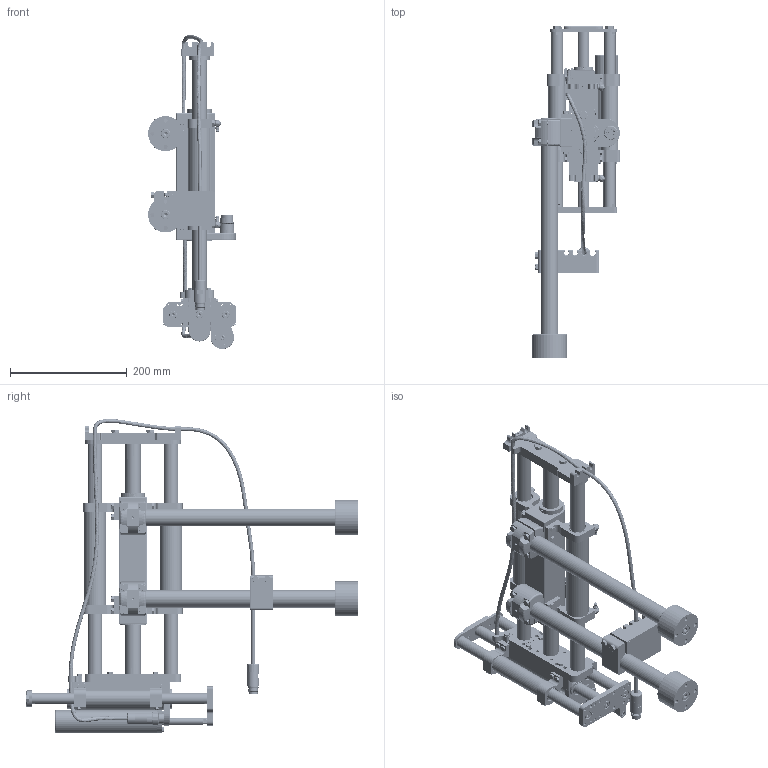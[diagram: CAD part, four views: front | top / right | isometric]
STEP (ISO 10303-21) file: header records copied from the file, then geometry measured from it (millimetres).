
FILE_DESCRIPTION (( 'STEP AP214' ), '1' );
FILE_NAME ('0386-0028_250404_PP13_165-48x150G_120-37Sx120F-MS03_MT12_CM14.STEP', '2025-04-04T09:02:52', ( '' ), ( '' ), 'SwSTEP 2.0', 'SolidWorks 2024', '' );
FILE_SCHEMA (( 'AUTOMOTIVE_DESIGN' ));
Length unit declared in the file: millimetre
Products named in the file (76): 0160-3222_Linearkugellager_EXC-25-F-RB; 0180-1469_SM01k-37S-RP-BE01-SSC; 0186-1008_PS01-37Sx120F-HP-B01-SSCP-G01-R; 0180-1356_PB01-37Sv-SSC_PB01-37Sv_SSC-20; 0160-0793_Kugelscheibe_M8 x17x 8.4_INOX; 0180-1923_Dichtung_LBBR 25x35x5; PS01h-48x150G-HP-B01-SSCP-G01-C; 0230-0699_6kt-schr_M6x20_INOX; 0230-1118_H3-R1!8_V2A; 0150-3685_MC01-R!m-IP69K-SSC-as; 0186-1248_Z01-SF-30-SSC; SL01-25x15.6x...2xM8_SL01-25x15.6x400-M8; 0180-3489_SM01k-48-RTS-R; SM01-37Sx120F-HP-R120_MS03_SSCP_Läufer_beweglich; 0180-1857_PB01-48h_SSH_PB01-48-HP-SSC; 0386-0028_250404_PP13_165-48x150G_120-37Sx120F-MS03_MT12_CM14; 97942-2106100; 0230-0529_Gew.-Stift_I-6kt_K-k_M5x5_INOX; 0180-1355_PB01-37Sh-SSC_PB01h-37Sh_SSC-20; 0180-1622_SL01k-LR-30x...-SSC_SL01k-LR-30x148-SSC; 0230-0744_6kt-schr_M6x18_INOX; 0160-3107_SL01h-48x150-LRT; 0180-4106_TC50k-SM01-48_Hor; 0230-0705_Zyl.-Schr_I-6kt_n-K_M5x16_INOX; 0180-1341_SM01k-37S-MA-BE01-40-SSC; 0180-1926_SM01k-48-FP-SSC; 0230-0616_6kt.-schr._M5x16_INOX; 0160-1944_SL01h-37Sx120-LRT; SM01-48_SM01-37x120; 0186-1230_SM01-48x150G-HP-C-165_SSCP_Mitte; 0180-3983_TC50k-SM01-37_4xB; 0180-3517_SM01k-37S-RTS-40-SSC; 0180-1921_SL01k-LR-38x...-SSC_SL01k-LR-38x188-SSC; SM01-48x150G-HP-C-165_SSCP_Läufer_beweglich^0186-1230_SM01-48x150G-HP-C-165_SSCP; 0230-0813_6kt-schr_M6x45_INOX; 0180-1927_SM01k-48-RP-SSC; Z01-2xØ32-SSC; PS01h-37Sx120F-HP-SSC-R-G01; 0230-0406_6kt-schr_M5x30_INOX; 0230-0242_6kt.-schr._M8x20_INOX ...
Assembly tree (131 placements, depth 5):
  0386-0028_250404_PP13_165-48x150G_120-37Sx120F-MS03_MT12_CM14
    0186-1230_SM01-48x150G-HP-C-165_SSCP_Mitte
      SM01-48x150G-HP-C-165_SSCP_Motor_fix^0186-1230_SM01-48x150G-HP-C-165_SSCP
        0186-1174_PS01-48x150G-HP-B01-SSCP-G01-C
          0180-1856_PB01-48v_SSH_PB01-48-HP-SSC
          0180-1857_PB01-48h_SSH_PB01-48-HP-SSC
          PS01h-48x150G-HP-B01-SSCP-G01-C
        0180-3489_SM01k-48-RTS-R  x2
        0180-3488_SM01k-48-RTS-L  x2
        0230-0744_6kt-schr_M6x18_INOX  x8
        0160-3107_SL01h-48x150-LRT  x2
          0180-1921_SL01k-LR-38x...-SSC_SL01k-LR-38x188-SSC
          0160-3222_Linearkugellager_EXC-25-F-RB
          0180-1923_Dichtung_LBBR 25x35x5
          0160-3222_Linearkugellager_EXC-25-F-RB
        0230-1118_H3-R1!8_V2A  x4
      SM01-48x150G-HP-C-165_SSCP_Läufer_beweglich^0186-1230_SM01-48x150G-HP-C-165_SSCP
        0186-1916_PL01-27x410!360-HP-SF-W01_PL01-27x410!360-HP-SF-W01
        SL01-25x15.6x...2xM8_SL01-25x15.6x400-M8  x2
        0180-1926_SM01k-48-FP-SSC
        0230-0614_Zyl.-Schr_I-6kt_n-K_M8x20_8.8_INOX  x2
        0230-0722_Zyl-Schr_I-6kt_n-K_M10x20_INOX
        0180-1927_SM01k-48-RP-SSC
        0230-0242_6kt.-schr._M8x20_INOX  x2
        0180-1999_Wellendichtung_25x27x3  x4
    0186-1201_SM01-37Sx120F-HP-R-120_MS03_SSCP_Mitte
      SM01-37Sx120F-HP-R120_MS03_SSCP_Motor_fix
        0186-1008_PS01-37Sx120F-HP-B01-SSCP-G01-R
          PS01h-37Sx120F-HP-SSC-R-G01
          0160-0165_MC01-Rg!m-SSC
          0230-0644_O-Ring_22.00x1.00_NBR70_schwarz_Gedehnt  x2
          0180-1356_PB01-37Sv-SSC_PB01-37Sv_SSC-20
          0180-1355_PB01-37Sh-SSC_PB01h-37Sh_SSC-20
          0180-2051_PAW01-20-BL-Lf  x2
        0180-3494_SM01k-37S-RTS-L
        0180-3495_SM01k-37S-RTS-R
        0180-3517_SM01k-37S-RTS-40-SSC
        0180-4092_SM01k-37S-RTS-R-M5
        0230-0616_6kt.-schr._M5x16_INOX  x8
        0160-1944_SL01h-37Sx120-LRT  x2
          0180-1622_SL01k-LR-30x...-SSC_SL01k-LR-30x148-SSC
          0160-3221_Linearkugellager_EXC-20-F-RB
          0180-2226_Dichtung_LBBR 20x28x5!19.4
          0160-3221_Linearkugellager_EXC-20-F-RB
        0186-0991_MS01-40x175-SSC_MS01-40x100
        0230-0725_6kt-schr_M5x14_INOX  x4
        97942-2106100  x4
      SM01-37Sx120F-HP-R120_MS03_SSCP_Läufer_beweglich
        SL01-20-16x...-SSC-HIS_SL01-20-16x303-SSC-HIS  x2
        0230-0705_Zyl.-Schr_I-6kt_n-K_M5x16_INOX
        0180-0532_MA01-PR01-DH_MA01-PR01-DH-4.9
        ML01-12_ML01-12x210!160
        0230-0613_6kt.-schr._M8x18_INOX  x2
        0230-0615_Zyl.-Schr_I-6kt_n-K_M8x16_8.8_INOX  x3
        PL01-20-HP-SF-W01_PL01-20x310!260-HP-SF
        0160-0793_Kugelscheibe_M8 x17x 8.4_INOX  x2
        0180-1469_SM01k-37S-RP-BE01-SSC
        0180-1341_SM01k-37S-MA-BE01-40-SSC
        0230-0529_Gew.-Stift_I-6kt_K-k_M5x5_INOX
    SM01-48_SM01-37x120
Bounding box: 150.5 x 568.55 x 537.95 mm (x, y, z)
Volume: 3740297.4 mm3; surface area: 1057814.4 mm2
Topology: 143 solids, 143 shells, 8027 faces, 18211 edges, 10993 vertices
Faces by surface type: plane 2806, cone 2375, cylinder 2142, bspline 568, torus 129, sphere 7
Full cylindrical faces by diameter (mm): 1 x5, 1.15 x15, 1.2 x14, 1.5 x5, 1.6 x4, 2 x16, 2.1 x11, 2.5 x1, 2.6 x4, 2.8 x5, 3 x3, 3.1 x5, 3.2 x6, 3.3 x1, 3.8 x3, 4 x12, 4.2 x33, 4.5 x4, 4.6 x1, 4.773 x4, 5 x407, 5.2 x4, 5.3 x20, 5.4 x4, 6 x321, 6.4 x12, 6.5 x8, 6.7 x7, 6.8 x18, 7 x8
Entity records: 150270 total; most frequent: CARTESIAN_POINT 45211, DIRECTION 18207, ORIENTED_EDGE 17322, EDGE_CURVE 8661, AXIS2_PLACEMENT_3D 7122, EDGE_LOOP 6367, VERTEX_POINT 6290, FACE_OUTER_BOUND 5082
